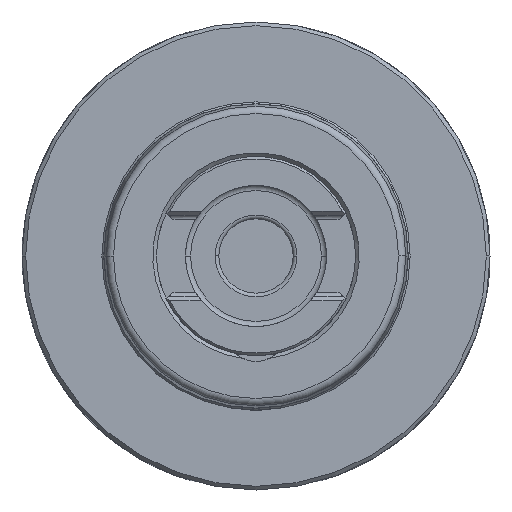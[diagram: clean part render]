
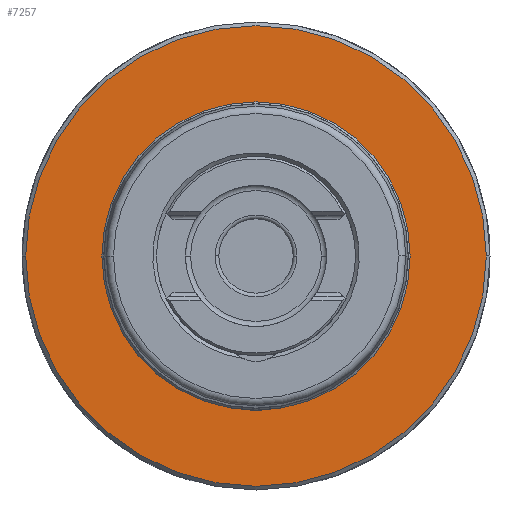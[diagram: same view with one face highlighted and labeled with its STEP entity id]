
A CAD part, front view. The second image highlights one B-rep face of the part: STEP entity #7257.
In plain terms, the highlighted planar face has unit normal (0, -1, 0).
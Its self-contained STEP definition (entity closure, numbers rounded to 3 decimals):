
#540=CARTESIAN_POINT('',(0.,41.,0.));
#541=DIRECTION('',(0.,1.,0.));
#542=DIRECTION('',(-1.,0.,0.));
#543=AXIS2_PLACEMENT_3D('',#540,#541,#542);
#545=CARTESIAN_POINT('',(0.,41.,0.));
#546=DIRECTION('',(0.,1.,0.));
#547=DIRECTION('',(1.,0.,0.));
#548=AXIS2_PLACEMENT_3D('',#545,#546,#547);
#550=CARTESIAN_POINT('',(0.,41.,0.));
#551=DIRECTION('',(0.,-1.,0.));
#552=DIRECTION('',(1.,0.,0.));
#553=AXIS2_PLACEMENT_3D('',#550,#551,#552);
#555=CARTESIAN_POINT('',(0.,41.,0.));
#556=DIRECTION('',(0.,-1.,0.));
#557=DIRECTION('',(-1.,0.,0.));
#558=AXIS2_PLACEMENT_3D('',#555,#556,#557);
#5986=CARTESIAN_POINT('',(-31.,41.,0.));
#5987=CARTESIAN_POINT('',(31.,41.,0.));
#5988=VERTEX_POINT('',#5986);
#5989=VERTEX_POINT('',#5987);
#5990=CARTESIAN_POINT('',(18.25,41.,0.));
#5991=CARTESIAN_POINT('',(-18.25,41.,0.));
#5992=VERTEX_POINT('',#5990);
#5993=VERTEX_POINT('',#5991);
#7241=CARTESIAN_POINT('',(0.,41.,0.));
#7242=DIRECTION('',(0.,-1.,0.));
#7243=DIRECTION('',(-1.,0.,0.));
#7244=AXIS2_PLACEMENT_3D('',#7241,#7242,#7243);
#7245=PLANE('',#7244);
#7247=ORIENTED_EDGE('',*,*,#7246,.T.);
#7249=ORIENTED_EDGE('',*,*,#7248,.T.);
#7250=EDGE_LOOP('',(#7247,#7249));
#7251=FACE_OUTER_BOUND('',#7250,.F.);
#7253=ORIENTED_EDGE('',*,*,#7252,.T.);
#7254=ORIENTED_EDGE('',*,*,#7231,.T.);
#7255=EDGE_LOOP('',(#7253,#7254));
#7256=FACE_BOUND('',#7255,.F.);
#7257=ADVANCED_FACE('',(#7251,#7256),#7245,.T.);
#544=CIRCLE('',#543,31.);
#549=CIRCLE('',#548,31.);
#554=CIRCLE('',#553,18.25);
#559=CIRCLE('',#558,18.25);
#7231=EDGE_CURVE('',#5993,#5992,#559,.T.);
#7246=EDGE_CURVE('',#5988,#5989,#544,.T.);
#7248=EDGE_CURVE('',#5989,#5988,#549,.T.);
#7252=EDGE_CURVE('',#5992,#5993,#554,.T.);
